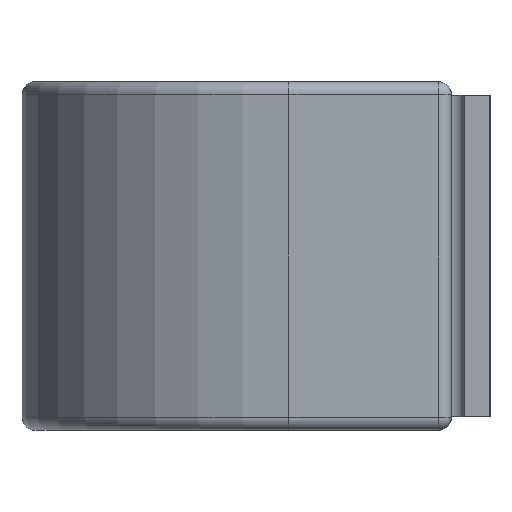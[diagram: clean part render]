
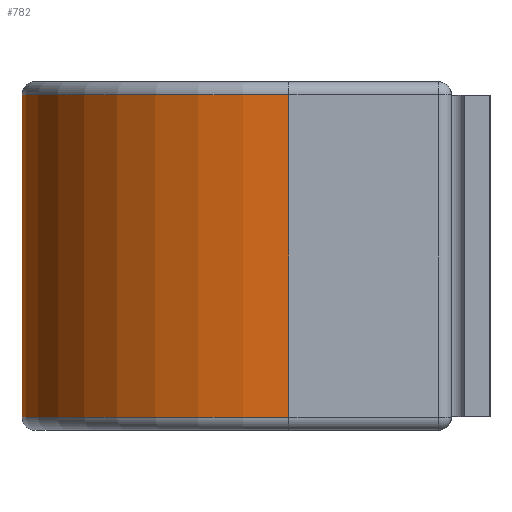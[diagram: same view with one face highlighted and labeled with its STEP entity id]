
A CAD part, left-side view. The second image highlights one B-rep face of the part: STEP entity #782.
In plain terms, the highlighted cylindrical face has radius 15.812 mm (diameter 31.623 mm), a partial arc.
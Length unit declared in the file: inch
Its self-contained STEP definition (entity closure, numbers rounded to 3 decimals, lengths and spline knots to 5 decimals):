
#11 = CIRCLE ( 'NONE', #700, 0.6225 ) ;
#13 = CIRCLE ( 'NONE', #1414, 0.6225 ) ;
#94 = VECTOR ( 'NONE', #909, 39.37008 ) ;
#139 = CARTESIAN_POINT ( 'NONE',  ( 1.499, 0.46875, -0.37625 ) ) ;
#148 = CARTESIAN_POINT ( 'NONE',  ( 0.8765, 0.46875, -0.37625 ) ) ;
#164 = LINE ( 'NONE', #192, #911 ) ;
#192 = CARTESIAN_POINT ( 'NONE',  ( 2.1215, 0.46875, -0.37625 ) ) ;
#209 = DIRECTION ( 'NONE',  ( 0., 0., 1. ) ) ;
#211 = ORIENTED_EDGE ( 'NONE', *, *, #918, .T. ) ;
#235 = EDGE_CURVE ( 'NONE', #1157, #910, #164, .T. ) ;
#295 = DIRECTION ( 'NONE',  ( 0., 0., 1. ) ) ;
#297 = ORIENTED_EDGE ( 'NONE', *, *, #235, .F. ) ;
#308 = DIRECTION ( 'NONE',  ( 1., 0., 0. ) ) ;
#384 = CYLINDRICAL_SURFACE ( 'NONE', #1614, 0.6225 ) ;
#505 = LINE ( 'NONE', #148, #94 ) ;
#611 = VERTEX_POINT ( 'NONE', #984 ) ;
#657 = DIRECTION ( 'NONE',  ( 0., 0., 1. ) ) ;
#700 = AXIS2_PLACEMENT_3D ( 'NONE', #1091, #209, #1227 ) ;
#755 = ORIENTED_EDGE ( 'NONE', *, *, #1444, .F. ) ;
#782 = ADVANCED_FACE ( 'NONE', ( #966 ), #384, .T. ) ;
#814 = EDGE_CURVE ( 'NONE', #1157, #611, #13, .T. ) ;
#909 = DIRECTION ( 'NONE',  ( 0., 0., 1. ) ) ;
#910 = VERTEX_POINT ( 'NONE', #1641 ) ;
#911 = VECTOR ( 'NONE', #657, 39.37008 ) ;
#918 = EDGE_CURVE ( 'NONE', #611, #994, #505, .T. ) ;
#966 = FACE_OUTER_BOUND ( 'NONE', #1961, .T. ) ;
#984 = CARTESIAN_POINT ( 'NONE',  ( 0.8765, 0.46875, -0.37625 ) ) ;
#994 = VERTEX_POINT ( 'NONE', #1046 ) ;
#1046 = CARTESIAN_POINT ( 'NONE',  ( 0.8765, 0.46875, 0.37625 ) ) ;
#1091 = CARTESIAN_POINT ( 'NONE',  ( 1.499, 0.46875, 0.37625 ) ) ;
#1114 = CARTESIAN_POINT ( 'NONE',  ( 2.1215, 0.46875, -0.37625 ) ) ;
#1157 = VERTEX_POINT ( 'NONE', #1114 ) ;
#1173 = DIRECTION ( 'NONE',  ( 1., 0., 0. ) ) ;
#1181 = DIRECTION ( 'NONE',  ( 0., 0., 1. ) ) ;
#1227 = DIRECTION ( 'NONE',  ( 1., 0., 0. ) ) ;
#1414 = AXIS2_PLACEMENT_3D ( 'NONE', #139, #1181, #308 ) ;
#1444 = EDGE_CURVE ( 'NONE', #910, #994, #11, .T. ) ;
#1614 = AXIS2_PLACEMENT_3D ( 'NONE', #1781, #295, #1173 ) ;
#1641 = CARTESIAN_POINT ( 'NONE',  ( 2.1215, 0.46875, 0.37625 ) ) ;
#1729 = ORIENTED_EDGE ( 'NONE', *, *, #814, .T. ) ;
#1781 = CARTESIAN_POINT ( 'NONE',  ( 1.499, 0.46875, 0.375 ) ) ;
#1961 = EDGE_LOOP ( 'NONE', ( #297, #1729, #211, #755 ) ) ;
